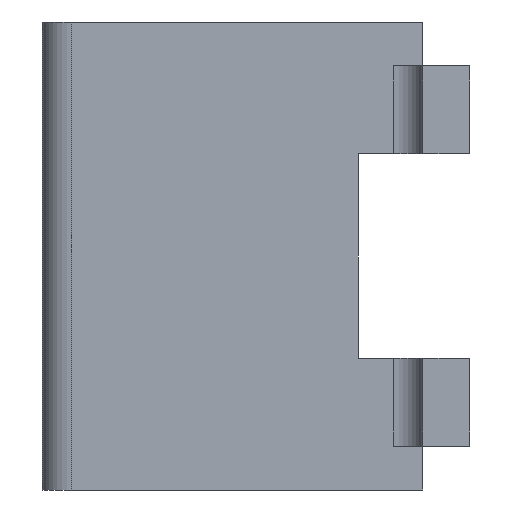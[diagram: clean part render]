
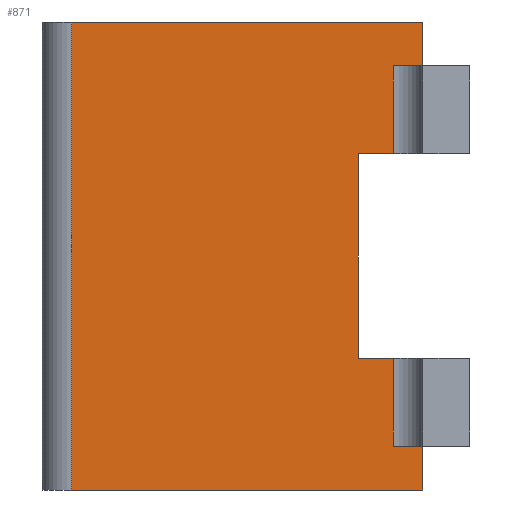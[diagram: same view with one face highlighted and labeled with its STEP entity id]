
A CAD part, left-side view. The second image highlights one B-rep face of the part: STEP entity #871.
In plain terms, the highlighted planar face has unit normal (-1, 0, 0).
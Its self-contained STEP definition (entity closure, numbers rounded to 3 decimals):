
#9 = DIRECTION ( 'NONE',  ( 0., -1., 0. ) ) ;
#10 = CARTESIAN_POINT ( 'NONE',  ( -0.8, 0.8, 0.75 ) ) ;
#101 = EDGE_LOOP ( 'NONE', ( #716, #2256, #196, #803, #2566, #1576, #2745, #776, #813, #3046, #1344, #2605 ) ) ;
#108 = VECTOR ( 'NONE', #1777, 1000. ) ;
#109 = EDGE_CURVE ( 'NONE', #2710, #2345, #1488, .T. ) ;
#161 = VERTEX_POINT ( 'NONE', #626 ) ;
#174 = LINE ( 'NONE', #1890, #356 ) ;
#176 = CARTESIAN_POINT ( 'NONE',  ( -0.8, 6.8, 8. ) ) ;
#196 = ORIENTED_EDGE ( 'NONE', *, *, #235, .T. ) ;
#235 = EDGE_CURVE ( 'NONE', #2102, #1404, #2986, .T. ) ;
#319 = DIRECTION ( 'NONE',  ( 0., 0., -1. ) ) ;
#356 = VECTOR ( 'NONE', #2090, 1000. ) ;
#398 = VERTEX_POINT ( 'NONE', #710 ) ;
#439 = CARTESIAN_POINT ( 'NONE',  ( -0.8, 0.8, 0. ) ) ;
#520 = EDGE_CURVE ( 'NONE', #161, #1127, #1217, .T. ) ;
#525 = CARTESIAN_POINT ( 'NONE',  ( -0.8, 1.3, 2.25 ) ) ;
#529 = EDGE_CURVE ( 'NONE', #1630, #1092, #738, .T. ) ;
#613 = EDGE_CURVE ( 'NONE', #2456, #1122, #889, .T. ) ;
#626 = CARTESIAN_POINT ( 'NONE',  ( -0.8, 1.9, 5.75 ) ) ;
#683 = VECTOR ( 'NONE', #1388, 1000. ) ;
#692 = LINE ( 'NONE', #2146, #1212 ) ;
#710 = CARTESIAN_POINT ( 'NONE',  ( -0.8, 1.3, 7.25 ) ) ;
#716 = ORIENTED_EDGE ( 'NONE', *, *, #613, .T. ) ;
#738 = LINE ( 'NONE', #1441, #1844 ) ;
#776 = ORIENTED_EDGE ( 'NONE', *, *, #2824, .T. ) ;
#781 = CARTESIAN_POINT ( 'NONE',  ( -0.8, 0.8, 7.25 ) ) ;
#803 = ORIENTED_EDGE ( 'NONE', *, *, #1237, .T. ) ;
#813 = ORIENTED_EDGE ( 'NONE', *, *, #529, .T. ) ;
#871 = ADVANCED_FACE ( 'NONE', ( #2659 ), #3066, .F. ) ;
#889 = LINE ( 'NONE', #1870, #683 ) ;
#903 = VECTOR ( 'NONE', #2378, 1000. ) ;
#943 = CARTESIAN_POINT ( 'NONE',  ( -0.8, 1.3, 7.25 ) ) ;
#957 = DIRECTION ( 'NONE',  ( 0., -1., 0. ) ) ;
#1046 = EDGE_CURVE ( 'NONE', #1728, #161, #692, .T. ) ;
#1092 = VERTEX_POINT ( 'NONE', #1176 ) ;
#1122 = VERTEX_POINT ( 'NONE', #10 ) ;
#1127 = VERTEX_POINT ( 'NONE', #3112 ) ;
#1172 = VECTOR ( 'NONE', #957, 1000. ) ;
#1176 = CARTESIAN_POINT ( 'NONE',  ( -0.8, 0.8, 8. ) ) ;
#1198 = EDGE_CURVE ( 'NONE', #1127, #398, #1644, .T. ) ;
#1200 = LINE ( 'NONE', #2156, #1172 ) ;
#1212 = VECTOR ( 'NONE', #1394, 1000. ) ;
#1217 = LINE ( 'NONE', #2891, #1396 ) ;
#1237 = EDGE_CURVE ( 'NONE', #1404, #1728, #2133, .T. ) ;
#1344 = ORIENTED_EDGE ( 'NONE', *, *, #109, .T. ) ;
#1362 = CARTESIAN_POINT ( 'NONE',  ( -0.8, 1.3, 2.25 ) ) ;
#1364 = CARTESIAN_POINT ( 'NONE',  ( -0.8, 1.3, 0.75 ) ) ;
#1388 = DIRECTION ( 'NONE',  ( 0., 0., 1. ) ) ;
#1394 = DIRECTION ( 'NONE',  ( 0., 0., 1. ) ) ;
#1396 = VECTOR ( 'NONE', #9, 1000. ) ;
#1404 = VERTEX_POINT ( 'NONE', #525 ) ;
#1441 = CARTESIAN_POINT ( 'NONE',  ( -0.8, 0.8, 8. ) ) ;
#1453 = LINE ( 'NONE', #2419, #2055 ) ;
#1488 = LINE ( 'NONE', #2471, #2813 ) ;
#1492 = CARTESIAN_POINT ( 'NONE',  ( -0.8, 1.9, 2.25 ) ) ;
#1576 = ORIENTED_EDGE ( 'NONE', *, *, #520, .T. ) ;
#1628 = CARTESIAN_POINT ( 'NONE',  ( -0.8, 0., 2.25 ) ) ;
#1630 = VERTEX_POINT ( 'NONE', #781 ) ;
#1644 = LINE ( 'NONE', #943, #903 ) ;
#1656 = VECTOR ( 'NONE', #2324, 1000. ) ;
#1681 = DIRECTION ( 'NONE',  ( 1., 0., 0. ) ) ;
#1692 = DIRECTION ( 'NONE',  ( 0., 0., 1. ) ) ;
#1728 = VERTEX_POINT ( 'NONE', #1492 ) ;
#1749 = CARTESIAN_POINT ( 'NONE',  ( -0.8, 0.8, 8. ) ) ;
#1772 = EDGE_CURVE ( 'NONE', #2345, #2456, #1200, .T. ) ;
#1777 = DIRECTION ( 'NONE',  ( 0., -1., 0. ) ) ;
#1844 = VECTOR ( 'NONE', #1692, 1000. ) ;
#1863 = DIRECTION ( 'NONE',  ( 0., 1., 0. ) ) ;
#1870 = CARTESIAN_POINT ( 'NONE',  ( -0.8, 0.8, 0. ) ) ;
#1890 = CARTESIAN_POINT ( 'NONE',  ( -0.8, 0.8, 0.75 ) ) ;
#2055 = VECTOR ( 'NONE', #2705, 1000. ) ;
#2090 = DIRECTION ( 'NONE',  ( 0., 1., 0. ) ) ;
#2102 = VERTEX_POINT ( 'NONE', #1364 ) ;
#2133 = LINE ( 'NONE', #1628, #2923 ) ;
#2146 = CARTESIAN_POINT ( 'NONE',  ( -0.8, 1.9, 5.75 ) ) ;
#2156 = CARTESIAN_POINT ( 'NONE',  ( -0.8, 0.8, 0. ) ) ;
#2256 = ORIENTED_EDGE ( 'NONE', *, *, #2390, .T. ) ;
#2324 = DIRECTION ( 'NONE',  ( 0., 0., 1. ) ) ;
#2345 = VERTEX_POINT ( 'NONE', #2823 ) ;
#2378 = DIRECTION ( 'NONE',  ( 0., 0., 1. ) ) ;
#2390 = EDGE_CURVE ( 'NONE', #1122, #2102, #174, .T. ) ;
#2419 = CARTESIAN_POINT ( 'NONE',  ( -0.8, 0.8, 7.25 ) ) ;
#2456 = VERTEX_POINT ( 'NONE', #439 ) ;
#2471 = CARTESIAN_POINT ( 'NONE',  ( -0.8, 6.8, 8. ) ) ;
#2566 = ORIENTED_EDGE ( 'NONE', *, *, #1046, .T. ) ;
#2595 = DIRECTION ( 'NONE',  ( 0., 1., 0. ) ) ;
#2605 = ORIENTED_EDGE ( 'NONE', *, *, #1772, .T. ) ;
#2617 = EDGE_CURVE ( 'NONE', #2710, #1092, #2759, .T. ) ;
#2659 = FACE_OUTER_BOUND ( 'NONE', #101, .T. ) ;
#2705 = DIRECTION ( 'NONE',  ( 0., -1., 0. ) ) ;
#2710 = VERTEX_POINT ( 'NONE', #176 ) ;
#2745 = ORIENTED_EDGE ( 'NONE', *, *, #1198, .T. ) ;
#2759 = LINE ( 'NONE', #1749, #108 ) ;
#2813 = VECTOR ( 'NONE', #319, 1000. ) ;
#2823 = CARTESIAN_POINT ( 'NONE',  ( -0.8, 6.8, 0. ) ) ;
#2824 = EDGE_CURVE ( 'NONE', #398, #1630, #1453, .T. ) ;
#2857 = AXIS2_PLACEMENT_3D ( 'NONE', #3115, #1681, #1863 ) ;
#2891 = CARTESIAN_POINT ( 'NONE',  ( -0.8, 0., 5.75 ) ) ;
#2923 = VECTOR ( 'NONE', #2595, 1000. ) ;
#2986 = LINE ( 'NONE', #1362, #1656 ) ;
#3046 = ORIENTED_EDGE ( 'NONE', *, *, #2617, .F. ) ;
#3066 = PLANE ( 'NONE',  #2857 ) ;
#3112 = CARTESIAN_POINT ( 'NONE',  ( -0.8, 1.3, 5.75 ) ) ;
#3115 = CARTESIAN_POINT ( 'NONE',  ( -0.8, 0.8, 8. ) ) ;
